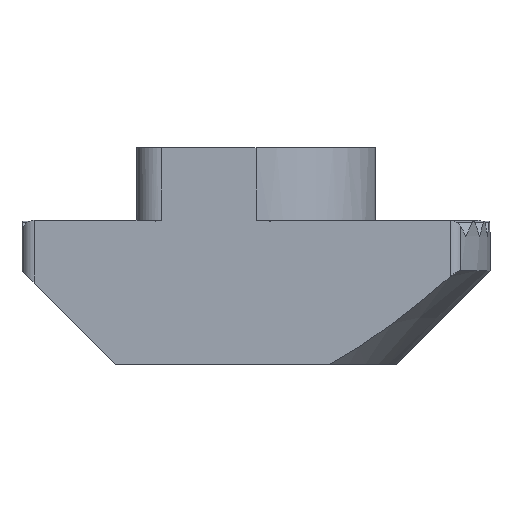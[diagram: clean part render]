
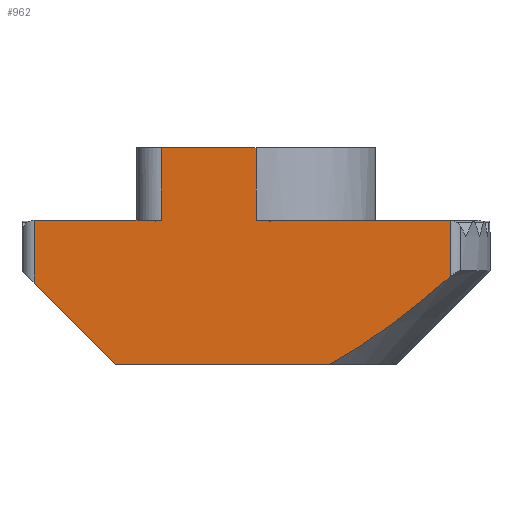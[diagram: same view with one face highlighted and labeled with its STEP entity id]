
A CAD part, left-side view. The second image highlights one B-rep face of the part: STEP entity #962.
In plain terms, the highlighted planar face has unit normal (-1, 0, 0).
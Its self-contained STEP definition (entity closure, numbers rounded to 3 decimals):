
#44 = PLANE ( 'NONE',  #259 ) ;
#52 = DIRECTION ( 'NONE',  ( 0., 0., -1. ) ) ;
#107 = LINE ( 'NONE', #1477, #470 ) ;
#206 = DIRECTION ( 'NONE',  ( 1., 0., 0. ) ) ;
#213 = DIRECTION ( 'NONE',  ( 0., -1., 0. ) ) ;
#252 = ORIENTED_EDGE ( 'NONE', *, *, #952, .F. ) ;
#259 = AXIS2_PLACEMENT_3D ( 'NONE', #1734, #206, #894 ) ;
#291 = DIRECTION ( 'NONE',  ( 0., 0.707, 0.707 ) ) ;
#318 = CARTESIAN_POINT ( 'NONE',  ( -4.85, 9., 0.1 ) ) ;
#325 = EDGE_CURVE ( 'NONE', #533, #401, #107, .T. ) ;
#338 = CARTESIAN_POINT ( 'NONE',  ( -4.85, -4.715, -4.743 ) ) ;
#362 = CARTESIAN_POINT ( 'NONE',  ( -4.85, 3.85, 0.05 ) ) ;
#366 = CARTESIAN_POINT ( 'NONE',  ( -4.85, -7.879, -2.248 ) ) ;
#369 = DIRECTION ( 'NONE',  ( 0., -1., 0. ) ) ;
#383 = VERTEX_POINT ( 'NONE', #687 ) ;
#401 = VERTEX_POINT ( 'NONE', #1525 ) ;
#436 = DIRECTION ( 'NONE',  ( 0., 0., -1. ) ) ;
#459 = VERTEX_POINT ( 'NONE', #362 ) ;
#462 = VERTEX_POINT ( 'NONE', #875 ) ;
#470 = VECTOR ( 'NONE', #291, 1000. ) ;
#473 = CARTESIAN_POINT ( 'NONE',  ( -4.85, -8.169, 0.05 ) ) ;
#477 = EDGE_CURVE ( 'NONE', #533, #383, #2073, .T. ) ;
#487 = VECTOR ( 'NONE', #1182, 1000. ) ;
#533 = VERTEX_POINT ( 'NONE', #1606 ) ;
#546 = EDGE_CURVE ( 'NONE', #2085, #1572, #2188, .T. ) ;
#558 = LINE ( 'NONE', #318, #1630 ) ;
#606 = VECTOR ( 'NONE', #369, 1000. ) ;
#645 = CARTESIAN_POINT ( 'NONE',  ( -4.85, -7.879, -2.248 ) ) ;
#687 = CARTESIAN_POINT ( 'NONE',  ( -4.85, -2.995, -5.8 ) ) ;
#779 = B_SPLINE_CURVE_WITH_KNOTS ( 'NONE', 3,
 ( #645, #2194, #998, #1667, #338, #1010, #838, #1534 ),
 .UNSPECIFIED., .F., .F.,
 ( 4, 2, 2, 4 ),
 ( 0., 0.003, 0.005, 0.006 ),
 .UNSPECIFIED. ) ;
#781 = VERTEX_POINT ( 'NONE', #2012 ) ;
#797 = EDGE_CURVE ( 'NONE', #462, #459, #2164, .T. ) ;
#818 = VECTOR ( 'NONE', #52, 1000. ) ;
#827 = ORIENTED_EDGE ( 'NONE', *, *, #797, .F. ) ;
#838 = CARTESIAN_POINT ( 'NONE',  ( -4.85, -3.445, -5.563 ) ) ;
#864 = VERTEX_POINT ( 'NONE', #1198 ) ;
#875 = CARTESIAN_POINT ( 'NONE',  ( -4.85, 9., 0.05 ) ) ;
#894 = DIRECTION ( 'NONE',  ( 0., 1., 0. ) ) ;
#916 = ORIENTED_EDGE ( 'NONE', *, *, #325, .F. ) ;
#928 = DIRECTION ( 'NONE',  ( 0., -1., 0. ) ) ;
#949 = LINE ( 'NONE', #1298, #1056 ) ;
#952 = EDGE_CURVE ( 'NONE', #864, #2085, #1721, .T. ) ;
#962 = ADVANCED_FACE ( 'NONE', ( #1133 ), #44, .F. ) ;
#964 = EDGE_CURVE ( 'NONE', #781, #864, #1006, .T. ) ;
#998 = CARTESIAN_POINT ( 'NONE',  ( -4.85, -6.331, -3.542 ) ) ;
#1006 = LINE ( 'NONE', #1916, #1929 ) ;
#1010 = CARTESIAN_POINT ( 'NONE',  ( -4.85, -3.875, -5.3 ) ) ;
#1019 = ORIENTED_EDGE ( 'NONE', *, *, #2114, .F. ) ;
#1049 = VERTEX_POINT ( 'NONE', #366 ) ;
#1056 = VECTOR ( 'NONE', #436, 1000. ) ;
#1086 = CARTESIAN_POINT ( 'NONE',  ( -4.85, -8.169, 0.05 ) ) ;
#1133 = FACE_OUTER_BOUND ( 'NONE', #1524, .T. ) ;
#1182 = DIRECTION ( 'NONE',  ( 0., 0., 1. ) ) ;
#1198 = CARTESIAN_POINT ( 'NONE',  ( -4.85, 0., 3. ) ) ;
#1298 = CARTESIAN_POINT ( 'NONE',  ( -4.85, -7.879, 0.1 ) ) ;
#1348 = ORIENTED_EDGE ( 'NONE', *, *, #1811, .F. ) ;
#1433 = CARTESIAN_POINT ( 'NONE',  ( -4.85, -7.879, 0.05 ) ) ;
#1439 = ORIENTED_EDGE ( 'NONE', *, *, #1456, .F. ) ;
#1456 = EDGE_CURVE ( 'NONE', #459, #781, #1976, .T. ) ;
#1477 = CARTESIAN_POINT ( 'NONE',  ( -4.85, 5.7, -5.8 ) ) ;
#1524 = EDGE_LOOP ( 'NONE', ( #827, #1535, #916, #1947, #1348, #1019, #1668, #252, #1573, #1439 ) ) ;
#1525 = CARTESIAN_POINT ( 'NONE',  ( -4.85, 9., -2.5 ) ) ;
#1534 = CARTESIAN_POINT ( 'NONE',  ( -4.85, -2.995, -5.8 ) ) ;
#1535 = ORIENTED_EDGE ( 'NONE', *, *, #1782, .F. ) ;
#1572 = VERTEX_POINT ( 'NONE', #1433 ) ;
#1573 = ORIENTED_EDGE ( 'NONE', *, *, #964, .F. ) ;
#1583 = VECTOR ( 'NONE', #2187, 1000. ) ;
#1591 = CARTESIAN_POINT ( 'NONE',  ( -4.85, 0., 0.05 ) ) ;
#1606 = CARTESIAN_POINT ( 'NONE',  ( -4.85, 5.7, -5.8 ) ) ;
#1614 = VECTOR ( 'NONE', #928, 1000. ) ;
#1630 = VECTOR ( 'NONE', #1674, 1000. ) ;
#1667 = CARTESIAN_POINT ( 'NONE',  ( -4.85, -5.124, -4.45 ) ) ;
#1668 = ORIENTED_EDGE ( 'NONE', *, *, #546, .F. ) ;
#1674 = DIRECTION ( 'NONE',  ( 0., 0., 1. ) ) ;
#1721 = LINE ( 'NONE', #1898, #818 ) ;
#1734 = CARTESIAN_POINT ( 'NONE',  ( -4.85, -8.169, 0.1 ) ) ;
#1782 = EDGE_CURVE ( 'NONE', #401, #462, #558, .T. ) ;
#1811 = EDGE_CURVE ( 'NONE', #1049, #383, #779, .T. ) ;
#1898 = CARTESIAN_POINT ( 'NONE',  ( -4.85, 0., 0.1 ) ) ;
#1916 = CARTESIAN_POINT ( 'NONE',  ( -4.85, 0., 3. ) ) ;
#1929 = VECTOR ( 'NONE', #213, 1000. ) ;
#1947 = ORIENTED_EDGE ( 'NONE', *, *, #477, .T. ) ;
#1976 = LINE ( 'NONE', #2041, #487 ) ;
#2012 = CARTESIAN_POINT ( 'NONE',  ( -4.85, 3.85, 3. ) ) ;
#2041 = CARTESIAN_POINT ( 'NONE',  ( -4.85, 3.85, 0.1 ) ) ;
#2068 = CARTESIAN_POINT ( 'NONE',  ( -4.85, 0., -5.8 ) ) ;
#2073 = LINE ( 'NONE', #2068, #606 ) ;
#2085 = VERTEX_POINT ( 'NONE', #1591 ) ;
#2114 = EDGE_CURVE ( 'NONE', #1572, #1049, #949, .T. ) ;
#2164 = LINE ( 'NONE', #473, #1583 ) ;
#2187 = DIRECTION ( 'NONE',  ( 0., -1., 0. ) ) ;
#2188 = LINE ( 'NONE', #1086, #1614 ) ;
#2194 = CARTESIAN_POINT ( 'NONE',  ( -4.85, -7.11, -2.902 ) ) ;
